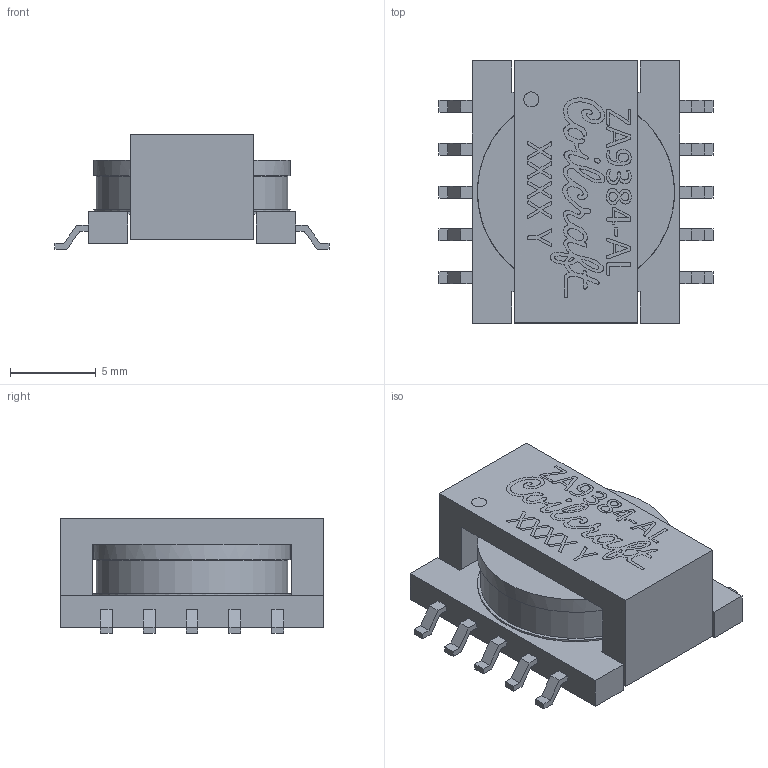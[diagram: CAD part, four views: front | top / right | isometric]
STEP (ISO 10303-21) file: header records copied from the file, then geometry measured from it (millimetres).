
FILE_DESCRIPTION(('FreeCAD Model'),'2;1');
FILE_NAME('Open CASCADE Shape Model','2024-11-20T22:52:01',('Author'),( ''),'Open CASCADE STEP processor 7.8','FreeCAD','Unknown');
FILE_SCHEMA(('AUTOMOTIVE_DESIGN { 1 0 10303 214 1 1 1 1 }'));
Length unit declared in the file: millimetre
Products named in the file (2): Coilcraft-ZA9384-AL; Coilcraft-ZA9384-AL001
Bounding box: 16 x 15.3 x 6.7 mm (x, y, z)
Volume: 851.1 mm3; surface area: 1235.6 mm2
Topology: 2 solids, 2 shells, 161 faces, 731 edges, 613 vertices
Faces by surface type: plane 151, cylinder 10
Entity records: 12059 total; most frequent: CARTESIAN_POINT 5506, ORIENTED_EDGE 1462, EDGE_CURVE 731, DIRECTION 662, VERTEX_POINT 613, B_SPLINE_CURVE_WITH_KNOTS 401, LINE 322, VECTOR 322
